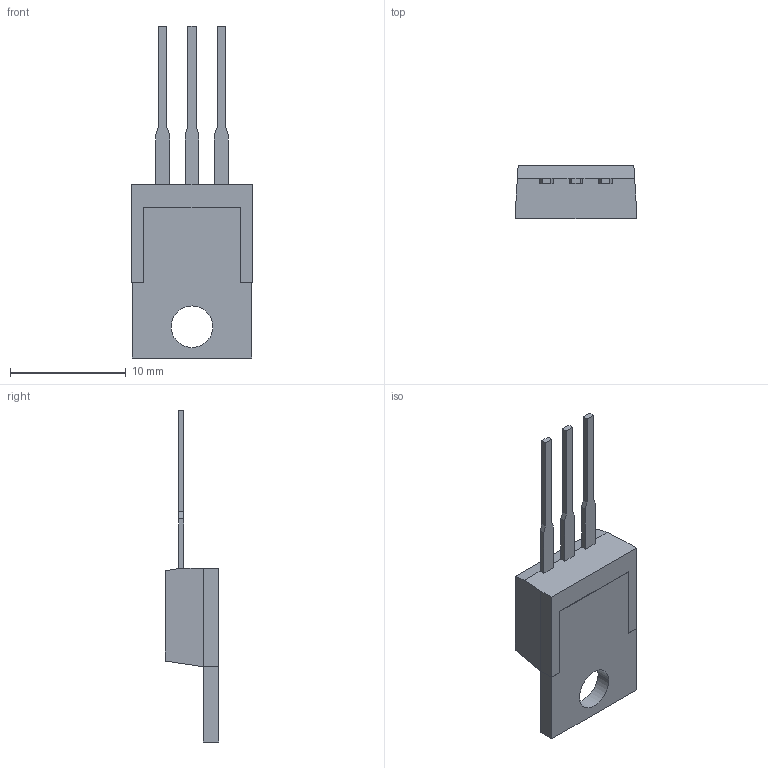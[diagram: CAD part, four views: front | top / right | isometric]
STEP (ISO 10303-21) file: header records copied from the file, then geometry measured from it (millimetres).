
FILE_DESCRIPTION((''),'2;1');
FILE_NAME('TO220-3_P2-54_L10-4_W4-6','2019-09-21T',('Dragos'),(''),'PRO/ENGINEER BY PARAMETRIC TECHNOLOGY CORPORATION, 2004440','PRO/ENGINEER BY PARAMETRIC TECHNOLOGY CORPORATION, 2004440','');
FILE_SCHEMA(('AUTOMOTIVE_DESIGN { 1 0 10303 214 1 1 1 1 }'));
Length unit declared in the file: millimetre
Products named in the file (1): TO220-3_P2-54_L10-4_W4-6
Bounding box: 10.4 x 4.62 x 28.7 mm (x, y, z)
Volume: 484.6 mm3; surface area: 596.2 mm2
Topology: 1 solids, 1 shells, 209 faces, 590 edges, 392 vertices
Faces by surface type: plane 207, cylinder 2
Entity records: 8595 total; most frequent: CARTESIAN_POINT 1189, ORIENTED_EDGE 1176, DIRECTION 1014, PRESENTATION_STYLE_ASSIGNMENT 605, STYLED_ITEM 592, CURVE_STYLE 591, EDGE_CURVE 588, VECTOR 586
